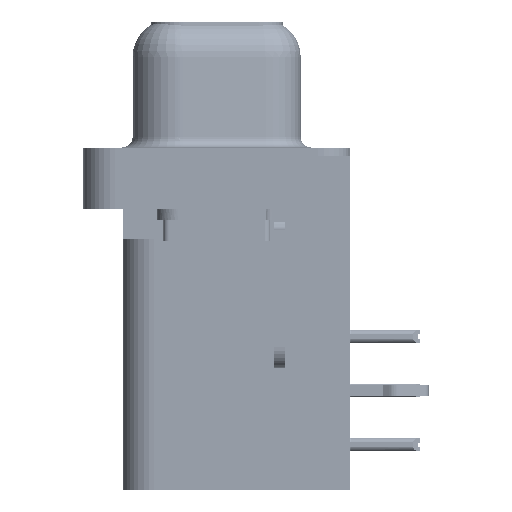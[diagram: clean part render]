
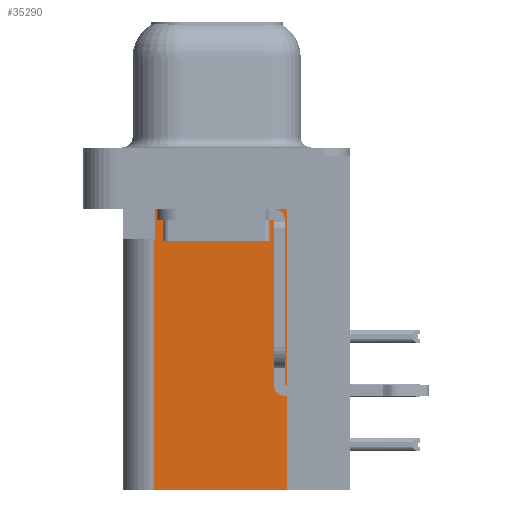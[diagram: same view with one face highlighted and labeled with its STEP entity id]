
A CAD part, left-side view. The second image highlights one B-rep face of the part: STEP entity #35290.
In plain terms, the highlighted planar face has unit normal (-1, 0, 0).
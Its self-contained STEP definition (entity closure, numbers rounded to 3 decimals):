
#1560 = LINE ( 'NONE', #29184, #28380 ) ;
#2790 = EDGE_CURVE ( 'NONE', #29389, #15324, #13324, .T. ) ;
#4114 = EDGE_CURVE ( 'NONE', #22050, #15324, #12096, .T. ) ;
#4168 = VECTOR ( 'NONE', #18794, 1000. ) ;
#4332 = DIRECTION ( 'NONE',  ( 0., 1., 0. ) ) ;
#4765 = CARTESIAN_POINT ( 'NONE',  ( 3.7, 0., -3.9 ) ) ;
#7317 = DIRECTION ( 'NONE',  ( 1., 0., 0. ) ) ;
#9147 = DIRECTION ( 'NONE',  ( 0., 0., 1. ) ) ;
#9832 = ORIENTED_EDGE ( 'NONE', *, *, #18970, .T. ) ;
#10095 = EDGE_CURVE ( 'NONE', #10810, #29389, #27202, .T. ) ;
#10810 = VERTEX_POINT ( 'NONE', #36372 ) ;
#12096 = LINE ( 'NONE', #4765, #4168 ) ;
#12116 = ORIENTED_EDGE ( 'NONE', *, *, #4114, .T. ) ;
#12617 = CARTESIAN_POINT ( 'NONE',  ( 3.7, 2.925, -15.7 ) ) ;
#13121 = ORIENTED_EDGE ( 'NONE', *, *, #23612, .T. ) ;
#13324 = LINE ( 'NONE', #12617, #32954 ) ;
#15324 = VERTEX_POINT ( 'NONE', #40309 ) ;
#15558 = VECTOR ( 'NONE', #40996, 1000. ) ;
#16817 = CARTESIAN_POINT ( 'NONE',  ( 3.7, -3.295, -15.7 ) ) ;
#17809 = CARTESIAN_POINT ( 'NONE',  ( 3.7, 2.895, -3.9 ) ) ;
#17994 = CARTESIAN_POINT ( 'NONE',  ( 3.7, -3.295, -15.7 ) ) ;
#18154 = ORIENTED_EDGE ( 'NONE', *, *, #35435, .T. ) ;
#18174 = ORIENTED_EDGE ( 'NONE', *, *, #10095, .F. ) ;
#18794 = DIRECTION ( 'NONE',  ( 0., 1., 0. ) ) ;
#18970 = EDGE_CURVE ( 'NONE', #39587, #22050, #35069, .T. ) ;
#19436 = CARTESIAN_POINT ( 'NONE',  ( 3.7, -3.295, -2.5 ) ) ;
#21831 = CARTESIAN_POINT ( 'NONE',  ( 3.7, -3.295, -15.7 ) ) ;
#22050 = VERTEX_POINT ( 'NONE', #25637 ) ;
#23612 = EDGE_CURVE ( 'NONE', #10810, #39512, #34584, .T. ) ;
#25185 = DIRECTION ( 'NONE',  ( 0., 0., -1. ) ) ;
#25637 = CARTESIAN_POINT ( 'NONE',  ( 3.7, 2.895, -3.9 ) ) ;
#26346 = CARTESIAN_POINT ( 'NONE',  ( 3.7, 2.895, -2.5 ) ) ;
#27202 = LINE ( 'NONE', #16817, #15558 ) ;
#28380 = VECTOR ( 'NONE', #36543, 1000. ) ;
#28877 = VECTOR ( 'NONE', #25185, 1000. ) ;
#29184 = CARTESIAN_POINT ( 'NONE',  ( 3.7, -3.295, -2.5 ) ) ;
#29269 = CARTESIAN_POINT ( 'NONE',  ( 3.7, 2.925, -15.7 ) ) ;
#29389 = VERTEX_POINT ( 'NONE', #29269 ) ;
#31973 = EDGE_LOOP ( 'NONE', ( #18154, #9832, #12116, #41150, #18174, #13121 ) ) ;
#32040 = DIRECTION ( 'NONE',  ( 0., 0., 1. ) ) ;
#32954 = VECTOR ( 'NONE', #9147, 1000. ) ;
#33449 = AXIS2_PLACEMENT_3D ( 'NONE', #21831, #7317, #4332 ) ;
#34584 = LINE ( 'NONE', #17994, #34882 ) ;
#34882 = VECTOR ( 'NONE', #32040, 1000. ) ;
#35069 = LINE ( 'NONE', #17809, #28877 ) ;
#35290 = ADVANCED_FACE ( 'NONE', ( #39326 ), #38883, .F. ) ;
#35435 = EDGE_CURVE ( 'NONE', #39512, #39587, #1560, .T. ) ;
#36372 = CARTESIAN_POINT ( 'NONE',  ( 3.7, -3.295, -15.7 ) ) ;
#36543 = DIRECTION ( 'NONE',  ( 0., 1., 0. ) ) ;
#38883 = PLANE ( 'NONE',  #33449 ) ;
#39326 = FACE_OUTER_BOUND ( 'NONE', #31973, .T. ) ;
#39512 = VERTEX_POINT ( 'NONE', #19436 ) ;
#39587 = VERTEX_POINT ( 'NONE', #26346 ) ;
#40309 = CARTESIAN_POINT ( 'NONE',  ( 3.7, 2.925, -3.9 ) ) ;
#40996 = DIRECTION ( 'NONE',  ( 0., 1., 0. ) ) ;
#41150 = ORIENTED_EDGE ( 'NONE', *, *, #2790, .F. ) ;
